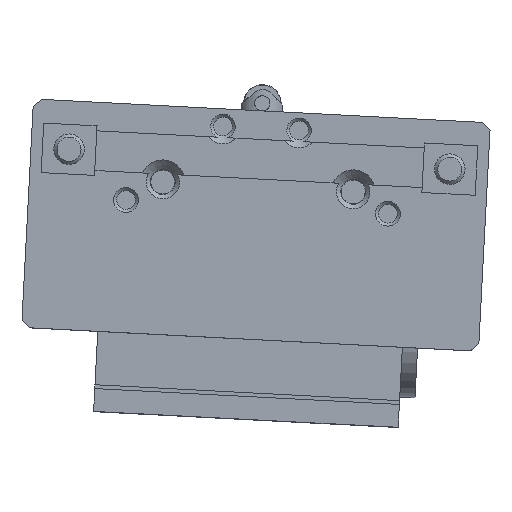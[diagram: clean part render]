
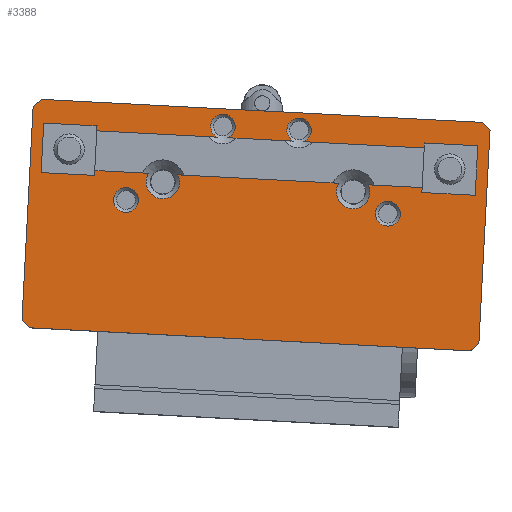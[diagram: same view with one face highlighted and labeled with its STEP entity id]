
A CAD part, top view. The second image highlights one B-rep face of the part: STEP entity #3388.
In plain terms, the highlighted planar face has unit normal (0, 0, 1).
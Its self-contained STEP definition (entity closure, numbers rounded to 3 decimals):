
#192=FACE_BOUND('',#721,.T.);
#193=FACE_BOUND('',#722,.T.);
#194=FACE_BOUND('',#723,.T.);
#195=FACE_BOUND('',#724,.T.);
#196=FACE_BOUND('',#725,.T.);
#320=CIRCLE('',#3652,2.45);
#322=CIRCLE('',#3655,2.45);
#323=CIRCLE('',#3656,1.629);
#324=CIRCLE('',#3657,1.6);
#325=CIRCLE('',#3658,2.2);
#326=CIRCLE('',#3659,2.2);
#327=CIRCLE('',#3660,1.6);
#328=CIRCLE('',#3661,1.63);
#467=FACE_OUTER_BOUND('',#720,.T.);
#720=EDGE_LOOP('',(#2271,#2272,#2273,#2274,#2275,#2276,#2277,#2278));
#721=EDGE_LOOP('',(#2279));
#722=EDGE_LOOP('',(#2280));
#723=EDGE_LOOP('',(#2281,#2282,#2283,#2284,#2285,#2286,#2287,#2288,#2289,
#2290,#2291,#2292));
#724=EDGE_LOOP('',(#2293));
#725=EDGE_LOOP('',(#2294));
#1036=LINE('',#5106,#1248);
#1037=LINE('',#5108,#1249);
#1038=LINE('',#5110,#1250);
#1039=LINE('',#5112,#1251);
#1040=LINE('',#5114,#1252);
#1041=LINE('',#5116,#1253);
#1042=LINE('',#5118,#1254);
#1043=LINE('',#5119,#1255);
#1044=LINE('',#5128,#1256);
#1045=LINE('',#5130,#1257);
#1046=LINE('',#5132,#1258);
#1047=LINE('',#5136,#1259);
#1048=LINE('',#5140,#1260);
#1049=LINE('',#5142,#1261);
#1050=LINE('',#5144,#1262);
#1051=LINE('',#5147,#1263);
#1248=VECTOR('',#4148,28.);
#1249=VECTOR('',#4149,1.414);
#1250=VECTOR('',#4150,58.);
#1251=VECTOR('',#4151,1.414);
#1252=VECTOR('',#4152,28.);
#1253=VECTOR('',#4153,1.414);
#1254=VECTOR('',#4154,58.);
#1255=VECTOR('',#4155,1.414);
#1256=VECTOR('',#4162,16.324);
#1257=VECTOR('',#4163,5.2);
#1258=VECTOR('',#4164,7.567);
#1259=VECTOR('',#4167,21.133);
#1260=VECTOR('',#4170,7.567);
#1261=VECTOR('',#4171,5.2);
#1262=VECTOR('',#4172,16.324);
#1263=VECTOR('',#4175,8.647);
#1488=VERTEX_POINT('',#5099);
#1490=VERTEX_POINT('',#5104);
#1491=VERTEX_POINT('',#5105);
#1492=VERTEX_POINT('',#5107);
#1493=VERTEX_POINT('',#5109);
#1494=VERTEX_POINT('',#5111);
#1495=VERTEX_POINT('',#5113);
#1496=VERTEX_POINT('',#5115);
#1497=VERTEX_POINT('',#5117);
#1498=VERTEX_POINT('',#5120);
#1499=VERTEX_POINT('',#5122);
#1500=VERTEX_POINT('',#5124);
#1501=VERTEX_POINT('',#5125);
#1502=VERTEX_POINT('',#5127);
#1503=VERTEX_POINT('',#5129);
#1504=VERTEX_POINT('',#5131);
#1505=VERTEX_POINT('',#5133);
#1506=VERTEX_POINT('',#5135);
#1507=VERTEX_POINT('',#5137);
#1508=VERTEX_POINT('',#5139);
#1509=VERTEX_POINT('',#5141);
#1510=VERTEX_POINT('',#5143);
#1511=VERTEX_POINT('',#5145);
#1512=VERTEX_POINT('',#5148);
#1809=EDGE_CURVE('',#1488,#1488,#320,.T.);
#1811=EDGE_CURVE('',#1490,#1491,#1036,.T.);
#1812=EDGE_CURVE('',#1492,#1490,#1037,.T.);
#1813=EDGE_CURVE('',#1493,#1492,#1038,.T.);
#1814=EDGE_CURVE('',#1494,#1493,#1039,.T.);
#1815=EDGE_CURVE('',#1495,#1494,#1040,.T.);
#1816=EDGE_CURVE('',#1496,#1495,#1041,.T.);
#1817=EDGE_CURVE('',#1497,#1496,#1042,.T.);
#1818=EDGE_CURVE('',#1491,#1497,#1043,.T.);
#1819=EDGE_CURVE('',#1498,#1498,#322,.T.);
#1820=EDGE_CURVE('',#1499,#1499,#323,.T.);
#1821=EDGE_CURVE('',#1500,#1501,#324,.T.);
#1822=EDGE_CURVE('',#1501,#1502,#1044,.T.);
#1823=EDGE_CURVE('',#1503,#1502,#1045,.T.);
#1824=EDGE_CURVE('',#1503,#1504,#1046,.T.);
#1825=EDGE_CURVE('',#1504,#1505,#325,.T.);
#1826=EDGE_CURVE('',#1505,#1506,#1047,.T.);
#1827=EDGE_CURVE('',#1506,#1507,#326,.T.);
#1828=EDGE_CURVE('',#1507,#1508,#1048,.T.);
#1829=EDGE_CURVE('',#1509,#1508,#1049,.T.);
#1830=EDGE_CURVE('',#1509,#1510,#1050,.T.);
#1831=EDGE_CURVE('',#1510,#1511,#327,.T.);
#1832=EDGE_CURVE('',#1511,#1500,#1051,.T.);
#1833=EDGE_CURVE('',#1512,#1512,#328,.T.);
#2271=ORIENTED_EDGE('',*,*,#1811,.F.);
#2272=ORIENTED_EDGE('',*,*,#1812,.F.);
#2273=ORIENTED_EDGE('',*,*,#1813,.F.);
#2274=ORIENTED_EDGE('',*,*,#1814,.F.);
#2275=ORIENTED_EDGE('',*,*,#1815,.F.);
#2276=ORIENTED_EDGE('',*,*,#1816,.F.);
#2277=ORIENTED_EDGE('',*,*,#1817,.F.);
#2278=ORIENTED_EDGE('',*,*,#1818,.F.);
#2279=ORIENTED_EDGE('',*,*,#1819,.F.);
#2280=ORIENTED_EDGE('',*,*,#1820,.F.);
#2281=ORIENTED_EDGE('',*,*,#1821,.T.);
#2282=ORIENTED_EDGE('',*,*,#1822,.T.);
#2283=ORIENTED_EDGE('',*,*,#1823,.F.);
#2284=ORIENTED_EDGE('',*,*,#1824,.T.);
#2285=ORIENTED_EDGE('',*,*,#1825,.T.);
#2286=ORIENTED_EDGE('',*,*,#1826,.T.);
#2287=ORIENTED_EDGE('',*,*,#1827,.T.);
#2288=ORIENTED_EDGE('',*,*,#1828,.T.);
#2289=ORIENTED_EDGE('',*,*,#1829,.F.);
#2290=ORIENTED_EDGE('',*,*,#1830,.T.);
#2291=ORIENTED_EDGE('',*,*,#1831,.T.);
#2292=ORIENTED_EDGE('',*,*,#1832,.T.);
#2293=ORIENTED_EDGE('',*,*,#1833,.F.);
#2294=ORIENTED_EDGE('',*,*,#1809,.F.);
#3010=PLANE('',#3654);
#3388=ADVANCED_FACE('',(#467,#192,#193,#194,#195,#196),#3010,.T.);
#3652=AXIS2_PLACEMENT_3D('',#5100,#4142,#4143);
#3654=AXIS2_PLACEMENT_3D('',#5103,#4146,#4147);
#3655=AXIS2_PLACEMENT_3D('',#5121,#4156,#4157);
#3656=AXIS2_PLACEMENT_3D('',#5123,#4158,#4159);
#3657=AXIS2_PLACEMENT_3D('',#5126,#4160,#4161);
#3658=AXIS2_PLACEMENT_3D('',#5134,#4165,#4166);
#3659=AXIS2_PLACEMENT_3D('',#5138,#4168,#4169);
#3660=AXIS2_PLACEMENT_3D('',#5146,#4173,#4174);
#3661=AXIS2_PLACEMENT_3D('',#5149,#4176,#4177);
#4142=DIRECTION('center_axis',(0.,0.,
1.));
#4143=DIRECTION('ref_axis',(-0.999,0.052,0.));
#4146=DIRECTION('center_axis',(0.,0.,
1.));
#4147=DIRECTION('ref_axis',(0.999,-0.052,0.));
#4148=DIRECTION('',(-0.052,-0.999,0.));
#4149=DIRECTION('',(0.669,-0.743,0.));
#4150=DIRECTION('',(0.999,-0.052,0.));
#4151=DIRECTION('',(0.743,0.669,0.));
#4152=DIRECTION('',(0.052,0.999,0.));
#4153=DIRECTION('',(-0.669,0.743,0.));
#4154=DIRECTION('',(-0.999,0.052,0.));
#4155=DIRECTION('',(-0.743,-0.669,0.));
#4156=DIRECTION('center_axis',(0.,0.,
1.));
#4157=DIRECTION('ref_axis',(-0.999,0.052,0.));
#4158=DIRECTION('center_axis',(0.,0.,
1.));
#4159=DIRECTION('ref_axis',(-0.999,0.052,0.));
#4160=DIRECTION('center_axis',(0.,0.,
-1.));
#4161=DIRECTION('ref_axis',(-0.999,0.052,0.));
#4162=DIRECTION('',(0.999,-0.052,0.));
#4163=DIRECTION('',(0.052,0.999,0.));
#4164=DIRECTION('',(-0.999,0.052,0.));
#4165=DIRECTION('center_axis',(0.,0.,
-1.));
#4166=DIRECTION('ref_axis',(-0.999,0.052,0.));
#4167=DIRECTION('',(-0.999,0.052,0.));
#4168=DIRECTION('center_axis',(0.,0.,
-1.));
#4169=DIRECTION('ref_axis',(-0.999,0.052,0.));
#4170=DIRECTION('',(-0.999,0.052,0.));
#4171=DIRECTION('',(-0.052,-0.999,0.));
#4172=DIRECTION('',(0.999,-0.052,0.));
#4173=DIRECTION('center_axis',(0.,0.,
-1.));
#4174=DIRECTION('ref_axis',(-0.999,0.052,0.));
#4175=DIRECTION('',(0.999,-0.052,0.));
#4176=DIRECTION('center_axis',(0.,0.,
1.));
#4177=DIRECTION('ref_axis',(-0.999,0.052,0.));
#5099=CARTESIAN_POINT('',(680.92,118.807,36.035));
#5100=CARTESIAN_POINT('Origin',(678.473,118.934,36.035));
#5103=CARTESIAN_POINT('Origin',(653.056,111.601,36.035));
#5104=CARTESIAN_POINT('',(683.746,124.016,36.035));
#5105=CARTESIAN_POINT('',(682.285,96.054,36.035));
#5106=CARTESIAN_POINT('',(683.798,125.015,36.035));
#5107=CARTESIAN_POINT('',(682.799,125.067,36.035));
#5108=CARTESIAN_POINT('',(679.723,128.482,36.035));
#5109=CARTESIAN_POINT('',(624.878,128.093,36.035));
#5110=CARTESIAN_POINT('',(623.88,128.145,36.035));
#5111=CARTESIAN_POINT('',(623.827,127.147,36.035));
#5112=CARTESIAN_POINT('',(628.293,131.169,36.035));
#5113=CARTESIAN_POINT('',(622.367,99.185,36.035));
#5114=CARTESIAN_POINT('',(622.314,98.186,36.035));
#5115=CARTESIAN_POINT('',(623.313,98.134,36.035));
#5116=CARTESIAN_POINT('',(626.389,94.719,36.035));
#5117=CARTESIAN_POINT('',(681.234,95.108,36.035));
#5118=CARTESIAN_POINT('',(682.233,95.056,36.035));
#5119=CARTESIAN_POINT('',(677.819,92.032,36.035));
#5120=CARTESIAN_POINT('',(630.988,121.415,36.035));
#5121=CARTESIAN_POINT('Origin',(628.542,121.543,36.035));
#5122=CARTESIAN_POINT('',(637.632,114.81,36.035));
#5123=CARTESIAN_POINT('Origin',(636.005,114.895,36.035));
#5124=CARTESIAN_POINT('',(657.961,122.61,36.035));
#5125=CARTESIAN_POINT('',(659.312,122.539,36.035));
#5126=CARTESIAN_POINT('Origin',(658.712,124.022,36.035));
#5127=CARTESIAN_POINT('',(675.613,121.687,36.035));
#5128=CARTESIAN_POINT('',(668.623,122.053,36.035));
#5129=CARTESIAN_POINT('',(675.342,116.494,36.035));
#5130=CARTESIAN_POINT('',(675.396,117.533,36.035));
#5131=CARTESIAN_POINT('',(667.785,116.889,36.035));
#5132=CARTESIAN_POINT('',(668.351,116.86,36.035));
#5133=CARTESIAN_POINT('',(663.924,117.091,36.035));
#5134=CARTESIAN_POINT('Origin',(665.8,115.942,36.035));
#5135=CARTESIAN_POINT('',(642.819,118.194,36.035));
#5136=CARTESIAN_POINT('',(668.351,116.86,36.035));
#5137=CARTESIAN_POINT('',(638.958,118.395,36.035));
#5138=CARTESIAN_POINT('Origin',(640.834,117.246,36.035));
#5139=CARTESIAN_POINT('',(631.402,118.79,36.035));
#5140=CARTESIAN_POINT('',(668.351,116.86,36.035));
#5141=CARTESIAN_POINT('',(631.673,123.983,36.035));
#5142=CARTESIAN_POINT('',(631.601,122.598,36.035));
#5143=CARTESIAN_POINT('',(647.974,123.131,36.035));
#5144=CARTESIAN_POINT('',(668.623,122.053,36.035));
#5145=CARTESIAN_POINT('',(649.325,123.061,36.035));
#5146=CARTESIAN_POINT('Origin',(648.726,124.544,36.035));
#5147=CARTESIAN_POINT('',(668.623,122.053,36.035));
#5148=CARTESIAN_POINT('',(671.985,113.015,36.035));
#5149=CARTESIAN_POINT('Origin',(670.358,113.1,36.035));
